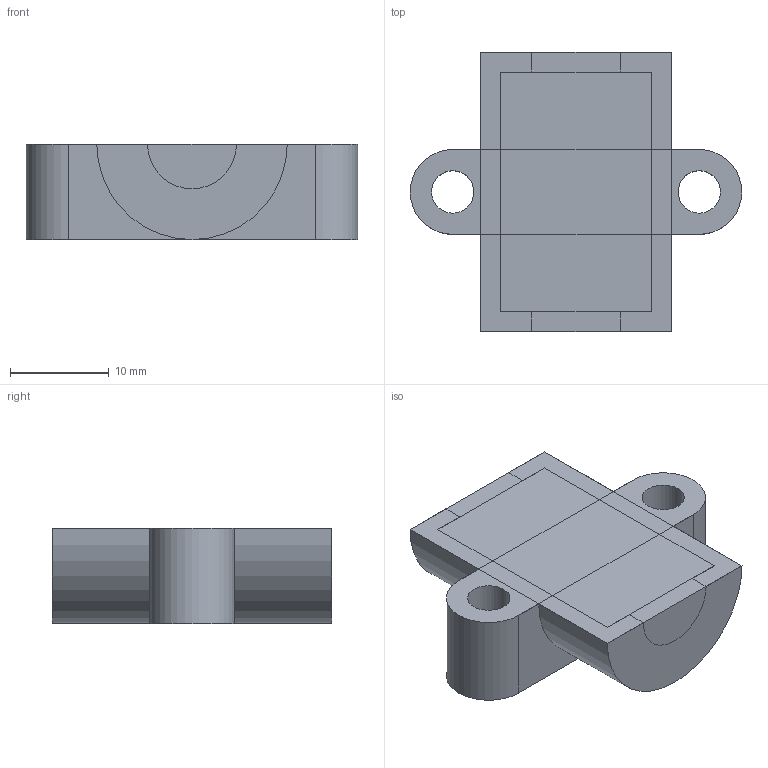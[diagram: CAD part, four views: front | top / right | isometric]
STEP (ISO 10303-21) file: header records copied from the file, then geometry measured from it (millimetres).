
FILE_DESCRIPTION(('FreeCAD Model'),'2;1');
FILE_NAME('CilindricalBearingSupport.step','2016-09-19T13:19:24',('Author' ),(''),'Open CASCADE STEP processor 6.8','FreeCAD','Unknown');
FILE_SCHEMA(('AUTOMOTIVE_DESIGN_CC2 { 1 2 10303 214 -1 1 5 4 }'));
Length unit declared in the file: millimetre
Products named in the file (11): ASSEMBLY; shaft; tapered; bracket; Sketch004; solid; Sketch001; Sketch003; body; Sketch002; inner
Assembly tree (10 placements, depth 2):
  ASSEMBLY
    shaft
    tapered
    bracket
    Sketch004
    solid
    Sketch001
    Sketch003
    body
    Sketch002
    inner
Bounding box: 33.6 x 28.3 x 9.65 mm (x, y, z)
Surface area: 12422.2 mm2
Topology: 6 solids, 6 shells, 67 faces, 168 edges, 124 vertices
Faces by surface type: plane 39, cylinder 28
Full cylindrical faces by diameter (mm): 4.3 x8
Entity records: 4500 total; most frequent: CARTESIAN_POINT 924, DIRECTION 665, LINE 349, VECTOR 349, ORIENTED_EDGE 312, PCURVE 312, DEFINITIONAL_REPRESENTATION 312, EDGE_CURVE 156
